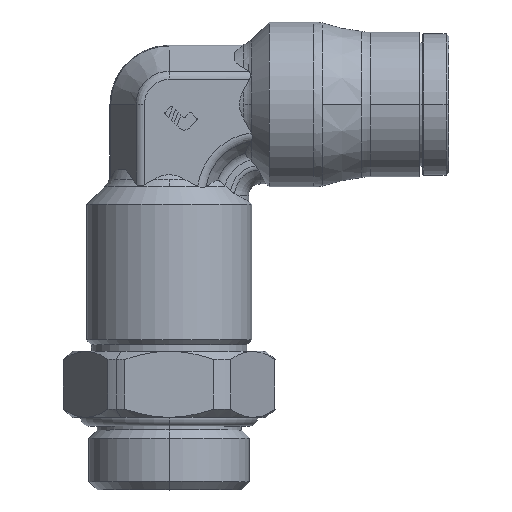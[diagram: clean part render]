
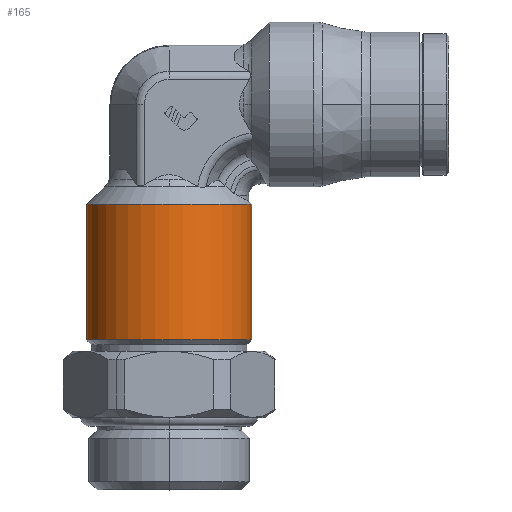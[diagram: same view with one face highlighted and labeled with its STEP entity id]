
A CAD part, top view. The second image highlights one B-rep face of the part: STEP entity #165.
In plain terms, the highlighted cylindrical face has radius 8.55 mm (diameter 17.1 mm), a partial arc.
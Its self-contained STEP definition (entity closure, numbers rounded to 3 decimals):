
#165=ADVANCED_FACE('',(#462),#463,.T.);
#462=FACE_OUTER_BOUND('',#814,.T.);
#463=CYLINDRICAL_SURFACE('',#815,8.55);
#814=EDGE_LOOP('',(#1868,#1869,#1870,#1871));
#815=AXIS2_PLACEMENT_3D('',#1872,#1873,#1874);
#1868=ORIENTED_EDGE('',*,*,#2310,.T.);
#1869=ORIENTED_EDGE('',*,*,#2415,.T.);
#1870=ORIENTED_EDGE('',*,*,#2312,.T.);
#1871=ORIENTED_EDGE('',*,*,#2618,.T.);
#1872=CARTESIAN_POINT('',(0.,-12.665,0.));
#1873=DIRECTION('',(0.,-1.0,0.));
#1874=DIRECTION('',(-1.0,0.,0.));
#2310=EDGE_CURVE('',#2757,#2758,#2759,.T.);
#2312=EDGE_CURVE('',#2762,#2760,#2763,.T.);
#2415=EDGE_CURVE('',#2758,#2762,#2950,.T.);
#2618=EDGE_CURVE('',#2760,#2757,#3264,.T.);
#2757=VERTEX_POINT('',#3497);
#2758=VERTEX_POINT('',#3498);
#2759=LINE('',#3499,#3500);
#2760=VERTEX_POINT('',#3501);
#2762=VERTEX_POINT('',#3503);
#2763=LINE('',#3504,#3505);
#2950=CIRCLE('',#3938,8.55);
#3264=CIRCLE('',#4881,8.55);
#3497=CARTESIAN_POINT('',(-8.55,-10.37,0.));
#3498=CARTESIAN_POINT('',(-8.55,-24.4,0.));
#3499=CARTESIAN_POINT('',(-8.55,-12.665,0.));
#3500=VECTOR('',#5183,1.0);
#3501=CARTESIAN_POINT('',(8.55,-10.37,0.));
#3503=CARTESIAN_POINT('',(8.55,-24.4,0.));
#3504=CARTESIAN_POINT('',(8.55,-12.665,0.));
#3505=VECTOR('',#5187,1.0);
#3938=AXIS2_PLACEMENT_3D('',#5372,#5373,#5374);
#4881=AXIS2_PLACEMENT_3D('',#5695,#5696,#5697);
#5183=DIRECTION('',(0.,-1.0,0.));
#5187=DIRECTION('',(0.,1.0,0.));
#5372=CARTESIAN_POINT('',(0.,-24.4,0.));
#5373=DIRECTION('',(0.,1.0,0.));
#5374=DIRECTION('',(-1.0,0.,0.));
#5695=CARTESIAN_POINT('',(0.,-10.37,0.));
#5696=DIRECTION('',(0.,-1.0,0.));
#5697=DIRECTION('',(-1.0,0.,0.));
